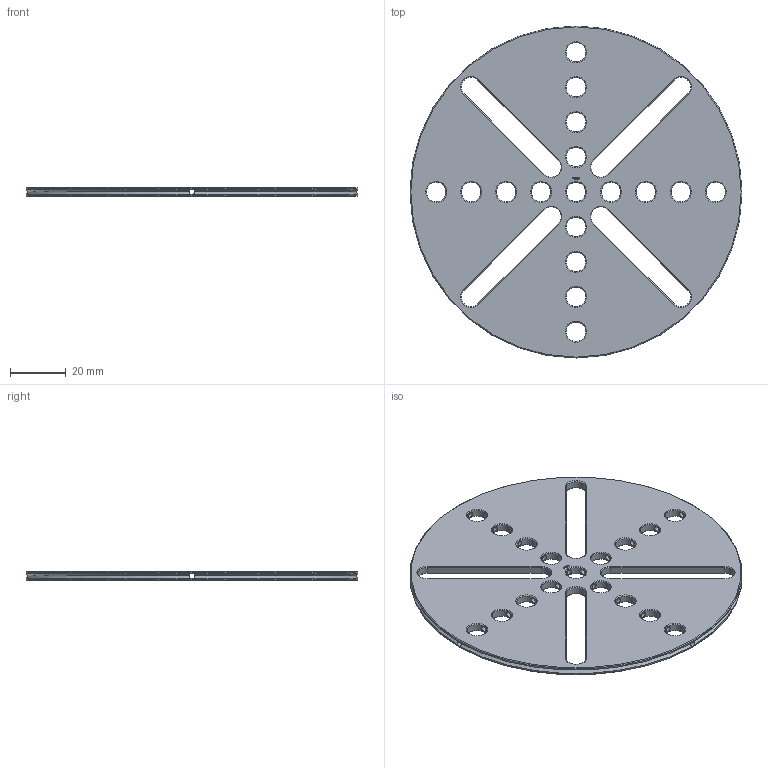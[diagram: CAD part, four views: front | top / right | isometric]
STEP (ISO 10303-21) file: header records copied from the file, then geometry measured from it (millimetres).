
FILE_DESCRIPTION(('FreeCAD Model'),'2;1');
FILE_NAME('Open CASCADE Shape Model','2023-11-14T17:17:18',(''),(''), 'Open CASCADE STEP processor 7.6','FreeCAD','Unknown');
FILE_SCHEMA(('AUTOMOTIVE_DESIGN { 1 0 10303 214 1 1 1 1 }'));
Length unit declared in the file: millimetre
Products named in the file (1): Washer FRE OCT BU09.50x00.25 - SPN-WSR-0072 (stemfie.org)
Bounding box: 118.75 x 118.75 x 3.12 mm (x, y, z)
Volume: 27793.3 mm3; surface area: 22419.3 mm2
Topology: 1 solids, 1 shells, 597 faces, 1687 edges, 1102 vertices
Faces by surface type: plane 334, extrusion 156, cone 60, cylinder 47
Full cylindrical faces by diameter (mm): 2 x20, 7 x17, 118.75 x2
Entity records: 47596 total; most frequent: CARTESIAN_POINT 15302, DIRECTION 5244, VECTOR 4125, LINE 3969, ORIENTED_EDGE 3374, PCURVE 3374, DEFINITIONAL_REPRESENTATION 3374, EDGE_CURVE 1687
